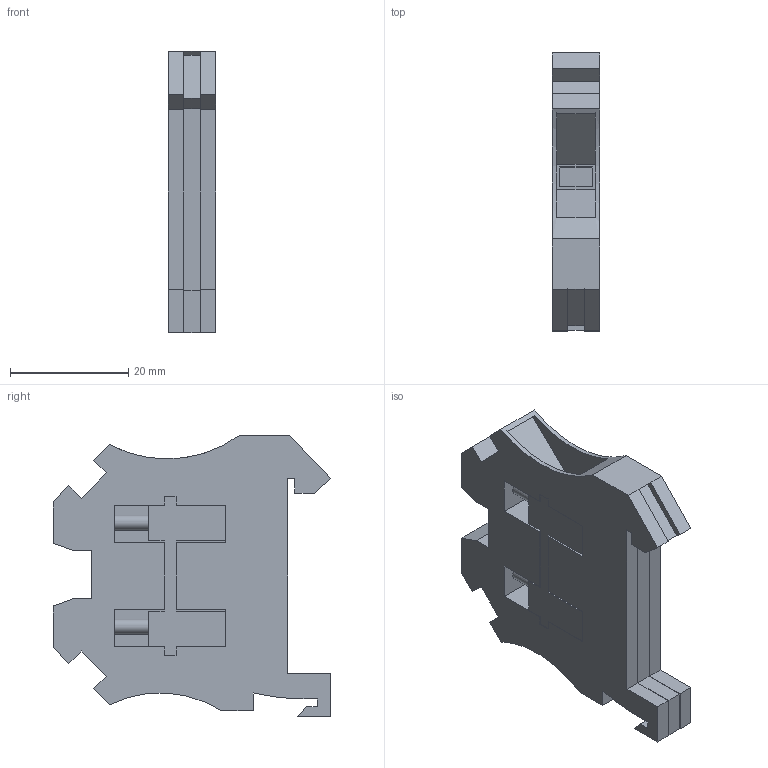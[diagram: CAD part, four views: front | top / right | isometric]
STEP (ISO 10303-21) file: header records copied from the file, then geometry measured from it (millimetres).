
FILE_DESCRIPTION((''),'2;1');
FILE_NAME('SB109955_3D-SOFTWARE_COLOUR','2013-07-08T',('SESA224493'),('Schneider-Electric'),'PRO/ENGINEER BY PARAMETRIC TECHNOLOGY CORPORATION, 2011410','PRO/ENGINEER BY PARAMETRIC TECHNOLOGY CORPORATION, 2011410','');
FILE_SCHEMA(('CONFIG_CONTROL_DESIGN'));
Length unit declared in the file: millimetre
Products named in the file (1): SB109955_3D-SOFTWARE_COLOUR
Bounding box: 8 x 47 x 47.6 mm (x, y, z)
Volume: 10255.8 mm3; surface area: 7060.3 mm2
Topology: 1 solids, 1 shells, 169 faces, 461 edges, 304 vertices
Faces by surface type: plane 157, cylinder 12
Entity records: 5287 total; most frequent: CARTESIAN_POINT 934, ORIENTED_EDGE 922, DIRECTION 825, EDGE_CURVE 461, VECTOR 435, LINE 435, VERTEX_POINT 304, AXIS2_PLACEMENT_3D 195
